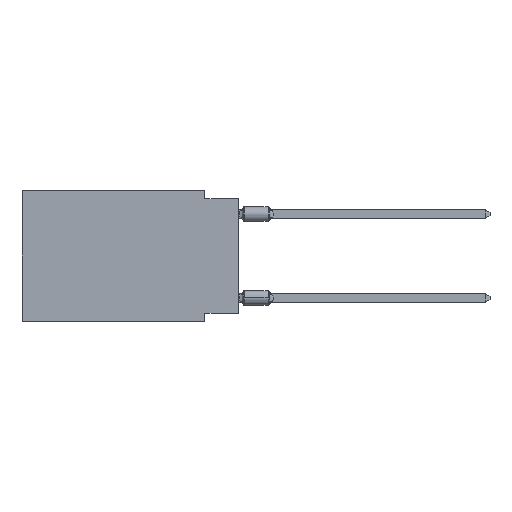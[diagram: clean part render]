
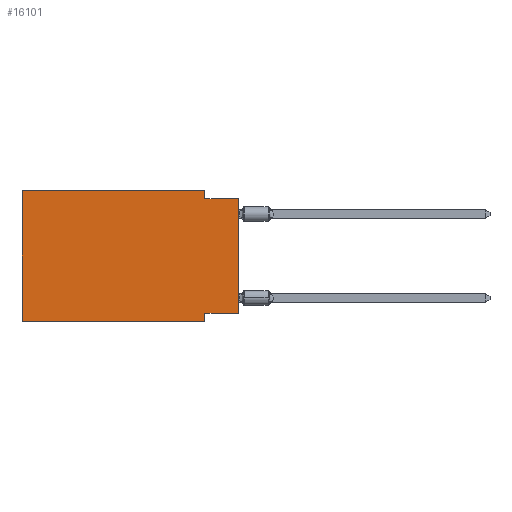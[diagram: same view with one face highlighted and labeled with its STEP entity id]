
A CAD part, left-side view. The second image highlights one B-rep face of the part: STEP entity #16101.
In plain terms, the highlighted planar face has unit normal (-1, 0, 0).
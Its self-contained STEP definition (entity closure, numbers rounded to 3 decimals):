
#714 = DIRECTION ( 'NONE',  ( 0., -1., 0. ) ) ;
#1041 = VECTOR ( 'NONE', #13245, 1000. ) ;
#1094 = EDGE_CURVE ( 'NONE', #30765, #25137, #5135, .T. ) ;
#1258 = LINE ( 'NONE', #6143, #25362 ) ;
#1703 = EDGE_CURVE ( 'NONE', #14288, #25137, #13120, .T. ) ;
#2086 = EDGE_CURVE ( 'NONE', #4054, #17880, #1258, .T. ) ;
#2594 = CARTESIAN_POINT ( 'NONE',  ( 0., 0., -9.271 ) ) ;
#3636 = CARTESIAN_POINT ( 'NONE',  ( 0., 0., -0.635 ) ) ;
#4054 = VERTEX_POINT ( 'NONE', #9473 ) ;
#4506 = LINE ( 'NONE', #30852, #22599 ) ;
#4782 = EDGE_LOOP ( 'NONE', ( #13958, #23722, #29578, #7770, #26955, #19108, #7148, #10149 ) ) ;
#5135 = LINE ( 'NONE', #27056, #8198 ) ;
#5683 = DIRECTION ( 'NONE',  ( 1., 0., 0. ) ) ;
#6143 = CARTESIAN_POINT ( 'NONE',  ( 0., 16.383, 0. ) ) ;
#6278 = EDGE_CURVE ( 'NONE', #26698, #14288, #15688, .T. ) ;
#7148 = ORIENTED_EDGE ( 'NONE', *, *, #1703, .F. ) ;
#7390 = DIRECTION ( 'NONE',  ( 0., 0., 1. ) ) ;
#7770 = ORIENTED_EDGE ( 'NONE', *, *, #2086, .F. ) ;
#8198 = VECTOR ( 'NONE', #714, 1000. ) ;
#8694 = DIRECTION ( 'NONE',  ( 0., 0., -1. ) ) ;
#9110 = CARTESIAN_POINT ( 'NONE',  ( 0., 2.54, 0. ) ) ;
#9455 = EDGE_CURVE ( 'NONE', #26698, #16292, #21626, .T. ) ;
#9473 = CARTESIAN_POINT ( 'NONE',  ( 0., 16.383, 0. ) ) ;
#9689 = EDGE_CURVE ( 'NONE', #17880, #16366, #30581, .T. ) ;
#10076 = CARTESIAN_POINT ( 'NONE',  ( 0., 2.54, 0. ) ) ;
#10149 = ORIENTED_EDGE ( 'NONE', *, *, #6278, .F. ) ;
#10461 = CARTESIAN_POINT ( 'NONE',  ( 0., 16.383, -9.906 ) ) ;
#10732 = CARTESIAN_POINT ( 'NONE',  ( 0., 2.54, -9.271 ) ) ;
#11545 = VECTOR ( 'NONE', #26262, 1000. ) ;
#12377 = EDGE_CURVE ( 'NONE', #30765, #4054, #4506, .T. ) ;
#13120 = LINE ( 'NONE', #22755, #24852 ) ;
#13245 = DIRECTION ( 'NONE',  ( 0., -1., 0. ) ) ;
#13397 = CARTESIAN_POINT ( 'NONE',  ( 0., 0., -0.635 ) ) ;
#13400 = VECTOR ( 'NONE', #7390, 1000. ) ;
#13467 = CARTESIAN_POINT ( 'NONE',  ( 0., 2.54, -9.906 ) ) ;
#13958 = ORIENTED_EDGE ( 'NONE', *, *, #9455, .T. ) ;
#14158 = DIRECTION ( 'NONE',  ( 0., 0., -1. ) ) ;
#14288 = VERTEX_POINT ( 'NONE', #10732 ) ;
#15688 = LINE ( 'NONE', #2594, #11545 ) ;
#16101 = ADVANCED_FACE ( 'NONE', ( #16744 ), #26372, .F. ) ;
#16292 = VERTEX_POINT ( 'NONE', #13397 ) ;
#16366 = VERTEX_POINT ( 'NONE', #28067 ) ;
#16395 = EDGE_CURVE ( 'NONE', #16366, #16292, #25857, .T. ) ;
#16744 = FACE_OUTER_BOUND ( 'NONE', #4782, .T. ) ;
#17880 = VERTEX_POINT ( 'NONE', #10076 ) ;
#19108 = ORIENTED_EDGE ( 'NONE', *, *, #1094, .T. ) ;
#19563 = CARTESIAN_POINT ( 'NONE',  ( 0., 0., -9.271 ) ) ;
#21387 = DIRECTION ( 'NONE',  ( 0., 0., 1. ) ) ;
#21501 = VECTOR ( 'NONE', #14158, 1000. ) ;
#21626 = LINE ( 'NONE', #24290, #13400 ) ;
#22570 = DIRECTION ( 'NONE',  ( 0., 0., -1. ) ) ;
#22599 = VECTOR ( 'NONE', #21387, 1000. ) ;
#22755 = CARTESIAN_POINT ( 'NONE',  ( 0., 2.54, -9.906 ) ) ;
#23722 = ORIENTED_EDGE ( 'NONE', *, *, #16395, .F. ) ;
#24290 = CARTESIAN_POINT ( 'NONE',  ( 0., 0., 0. ) ) ;
#24852 = VECTOR ( 'NONE', #8694, 1000. ) ;
#25137 = VERTEX_POINT ( 'NONE', #13467 ) ;
#25362 = VECTOR ( 'NONE', #27766, 1000. ) ;
#25857 = LINE ( 'NONE', #3636, #1041 ) ;
#26262 = DIRECTION ( 'NONE',  ( 0., 1., 0. ) ) ;
#26372 = PLANE ( 'NONE',  #27213 ) ;
#26698 = VERTEX_POINT ( 'NONE', #19563 ) ;
#26955 = ORIENTED_EDGE ( 'NONE', *, *, #12377, .F. ) ;
#26988 = CARTESIAN_POINT ( 'NONE',  ( 0., 16.383, 0. ) ) ;
#27056 = CARTESIAN_POINT ( 'NONE',  ( 0., 16.383, -9.906 ) ) ;
#27213 = AXIS2_PLACEMENT_3D ( 'NONE', #26988, #5683, #22570 ) ;
#27766 = DIRECTION ( 'NONE',  ( 0., -1., 0. ) ) ;
#28067 = CARTESIAN_POINT ( 'NONE',  ( 0., 2.54, -0.635 ) ) ;
#29578 = ORIENTED_EDGE ( 'NONE', *, *, #9689, .F. ) ;
#30581 = LINE ( 'NONE', #9110, #21501 ) ;
#30765 = VERTEX_POINT ( 'NONE', #10461 ) ;
#30852 = CARTESIAN_POINT ( 'NONE',  ( 0., 16.383, 0. ) ) ;
